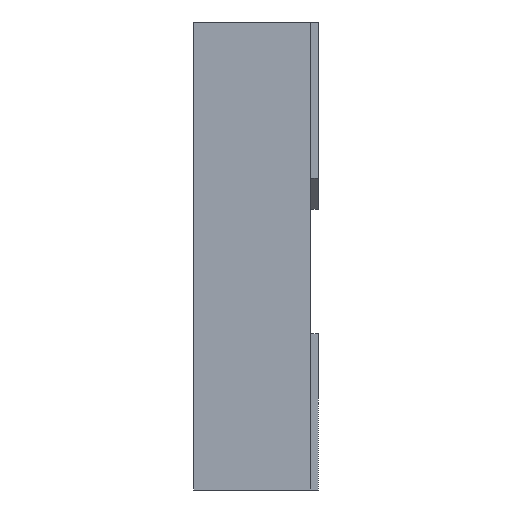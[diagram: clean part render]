
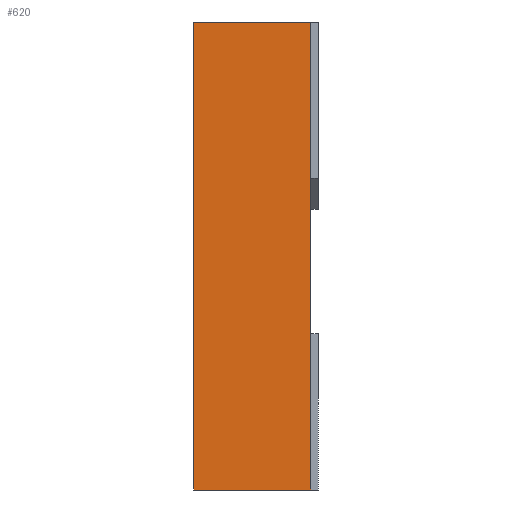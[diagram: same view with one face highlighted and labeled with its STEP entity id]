
A CAD part, left-side view. The second image highlights one B-rep face of the part: STEP entity #620.
In plain terms, the highlighted planar face has unit normal (-1, 0, 0).
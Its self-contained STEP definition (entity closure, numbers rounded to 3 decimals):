
#35 = VECTOR ( 'NONE', #1698, 1000. ) ;
#120 = ORIENTED_EDGE ( 'NONE', *, *, #1414, .T. ) ;
#140 = VECTOR ( 'NONE', #1348, 1000. ) ;
#208 = ORIENTED_EDGE ( 'NONE', *, *, #2354, .F. ) ;
#290 = EDGE_LOOP ( 'NONE', ( #120, #1641, #208, #720 ) ) ;
#322 = DIRECTION ( 'NONE',  ( 1., 0., 0. ) ) ;
#476 = EDGE_CURVE ( 'NONE', #762, #1989, #2096, .T. ) ;
#591 = CARTESIAN_POINT ( 'NONE',  ( -0.75, 0.4, -0.75 ) ) ;
#620 = ADVANCED_FACE ( 'NONE', ( #1289 ), #1456, .F. ) ;
#720 = ORIENTED_EDGE ( 'NONE', *, *, #2137, .T. ) ;
#762 = VERTEX_POINT ( 'NONE', #771 ) ;
#770 = LINE ( 'NONE', #1499, #35 ) ;
#771 = CARTESIAN_POINT ( 'NONE',  ( -0.75, 0.4, 0.75 ) ) ;
#781 = CARTESIAN_POINT ( 'NONE',  ( -0.75, 0.4, -0.75 ) ) ;
#1162 = CARTESIAN_POINT ( 'NONE',  ( -0.75, 0.13, 0.75 ) ) ;
#1269 = CARTESIAN_POINT ( 'NONE',  ( -0.75, 0.13, -0.75 ) ) ;
#1281 = VECTOR ( 'NONE', #2332, 1000. ) ;
#1289 = FACE_OUTER_BOUND ( 'NONE', #290, .T. ) ;
#1348 = DIRECTION ( 'NONE',  ( 0., -1., 0. ) ) ;
#1375 = LINE ( 'NONE', #1269, #2340 ) ;
#1399 = CARTESIAN_POINT ( 'NONE',  ( -0.75, 0.025, -0.75 ) ) ;
#1401 = CARTESIAN_POINT ( 'NONE',  ( -0.75, 0.025, 0.75 ) ) ;
#1414 = EDGE_CURVE ( 'NONE', #2445, #1989, #770, .T. ) ;
#1456 = PLANE ( 'NONE',  #2473 ) ;
#1460 = DIRECTION ( 'NONE',  ( 0., -1., 0. ) ) ;
#1499 = CARTESIAN_POINT ( 'NONE',  ( -0.75, 0.025, 0.75 ) ) ;
#1641 = ORIENTED_EDGE ( 'NONE', *, *, #476, .F. ) ;
#1657 = DIRECTION ( 'NONE',  ( 0., 0., -1. ) ) ;
#1698 = DIRECTION ( 'NONE',  ( 0., 0., 1. ) ) ;
#1989 = VERTEX_POINT ( 'NONE', #1401 ) ;
#2096 = LINE ( 'NONE', #1162, #140 ) ;
#2137 = EDGE_CURVE ( 'NONE', #2319, #2445, #1375, .T. ) ;
#2319 = VERTEX_POINT ( 'NONE', #781 ) ;
#2332 = DIRECTION ( 'NONE',  ( 0., 0., 1. ) ) ;
#2340 = VECTOR ( 'NONE', #1460, 1000. ) ;
#2354 = EDGE_CURVE ( 'NONE', #2319, #762, #2372, .T. ) ;
#2372 = LINE ( 'NONE', #591, #1281 ) ;
#2420 = CARTESIAN_POINT ( 'NONE',  ( -0.75, 0.13, 0.75 ) ) ;
#2445 = VERTEX_POINT ( 'NONE', #1399 ) ;
#2473 = AXIS2_PLACEMENT_3D ( 'NONE', #2420, #322, #1657 ) ;
